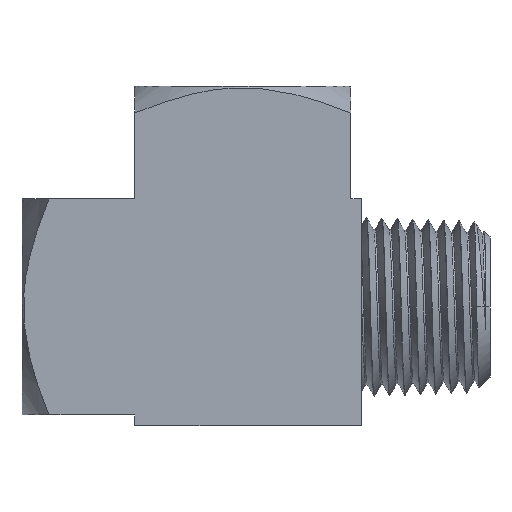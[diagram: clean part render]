
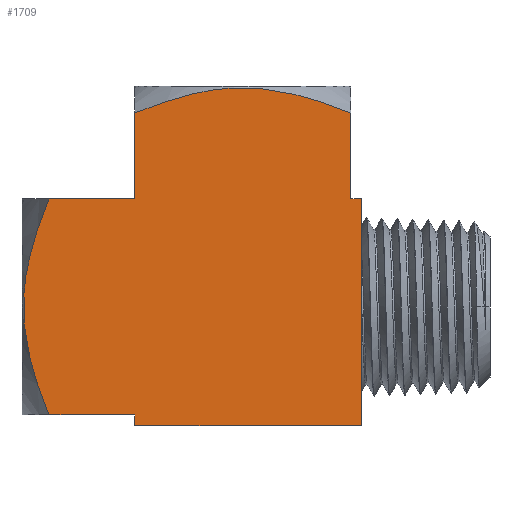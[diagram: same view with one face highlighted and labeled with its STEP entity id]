
A CAD part, front view. The second image highlights one B-rep face of the part: STEP entity #1709.
In plain terms, the highlighted face is planar.
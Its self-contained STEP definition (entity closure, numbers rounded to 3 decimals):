
#24=(
BOUNDED_CURVE()
B_SPLINE_CURVE(2,(#11199,#11200,#11201,#11202),.UNSPECIFIED.,.F.,.F.)
B_SPLINE_CURVE_WITH_KNOTS((3,1,3),(96.492,146.713,250.249),
 .UNSPECIFIED.)
CURVE()
GEOMETRIC_REPRESENTATION_ITEM()
RATIONAL_B_SPLINE_CURVE((5.348,6.043,6.781,
5.348))
REPRESENTATION_ITEM('')
);
#25=(
BOUNDED_CURVE()
B_SPLINE_CURVE(2,(#11214,#11215,#11216,#11217),.UNSPECIFIED.,.F.,.F.)
B_SPLINE_CURVE_WITH_KNOTS((3,1,3),(96.492,146.713,250.249),
 .UNSPECIFIED.)
CURVE()
GEOMETRIC_REPRESENTATION_ITEM()
RATIONAL_B_SPLINE_CURVE((5.348,6.043,6.781,
5.348))
REPRESENTATION_ITEM('')
);
#51=PLANE('',#1832);
#171=FACE_OUTER_BOUND('',#268,.T.);
#268=EDGE_LOOP('',(#1397,#1398,#1399,#1400,#1401,#1402,#1403,#1404,#1405,
#1406));
#489=LINE('',#11173,#577);
#493=LINE('',#11197,#581);
#494=LINE('',#11204,#582);
#495=LINE('',#11206,#583);
#496=LINE('',#11208,#584);
#497=LINE('',#11210,#585);
#498=LINE('',#11212,#586);
#499=LINE('',#11218,#587);
#577=VECTOR('',#2114,1000.);
#581=VECTOR('',#2120,1000.);
#582=VECTOR('',#2123,1000.);
#583=VECTOR('',#2124,1000.);
#584=VECTOR('',#2125,1000.);
#585=VECTOR('',#2126,1000.);
#586=VECTOR('',#2127,1000.);
#587=VECTOR('',#2128,1000.);
#752=VERTEX_POINT('',#11169);
#754=VERTEX_POINT('',#11172);
#757=VERTEX_POINT('',#11185);
#759=VERTEX_POINT('',#11193);
#760=VERTEX_POINT('',#11203);
#761=VERTEX_POINT('',#11205);
#762=VERTEX_POINT('',#11207);
#763=VERTEX_POINT('',#11209);
#764=VERTEX_POINT('',#11211);
#765=VERTEX_POINT('',#11213);
#998=EDGE_CURVE('',#752,#754,#489,.T.);
#1006=EDGE_CURVE('',#757,#759,#493,.T.);
#1007=EDGE_CURVE('',#759,#754,#24,.T.);
#1008=EDGE_CURVE('',#760,#752,#494,.T.);
#1009=EDGE_CURVE('',#760,#761,#495,.T.);
#1010=EDGE_CURVE('',#761,#762,#496,.T.);
#1011=EDGE_CURVE('',#762,#763,#497,.T.);
#1012=EDGE_CURVE('',#763,#764,#498,.T.);
#1013=EDGE_CURVE('',#764,#765,#25,.F.);
#1014=EDGE_CURVE('',#757,#765,#499,.T.);
#1397=ORIENTED_EDGE('',*,*,#1007,.T.);
#1398=ORIENTED_EDGE('',*,*,#998,.F.);
#1399=ORIENTED_EDGE('',*,*,#1008,.F.);
#1400=ORIENTED_EDGE('',*,*,#1009,.T.);
#1401=ORIENTED_EDGE('',*,*,#1010,.T.);
#1402=ORIENTED_EDGE('',*,*,#1011,.T.);
#1403=ORIENTED_EDGE('',*,*,#1012,.T.);
#1404=ORIENTED_EDGE('',*,*,#1013,.T.);
#1405=ORIENTED_EDGE('',*,*,#1014,.F.);
#1406=ORIENTED_EDGE('',*,*,#1006,.T.);
#1709=ADVANCED_FACE('',(#171),#51,.T.);
#1832=AXIS2_PLACEMENT_3D('',#11198,#2121,#2122);
#2114=DIRECTION('',(0.,0.,-1.));
#2120=DIRECTION('',(0.,0.,-1.));
#2121=DIRECTION('center_axis',(-1.,0.,0.));
#2122=DIRECTION('ref_axis',(0.,1.,0.));
#2123=DIRECTION('',(0.,1.,0.));
#2124=DIRECTION('',(0.,0.,1.));
#2125=DIRECTION('',(0.,1.,0.));
#2126=DIRECTION('',(0.,0.,-1.));
#2127=DIRECTION('',(0.,1.,0.));
#2128=DIRECTION('',(0.,1.,0.));
#11169=CARTESIAN_POINT('',(-13.,-12.7,13.262));
#11172=CARTESIAN_POINT('',(-13.,-12.7,3.16));
#11173=CARTESIAN_POINT('',(-13.,-12.7,39.932));
#11185=CARTESIAN_POINT('',(-13.,12.7,13.262));
#11193=CARTESIAN_POINT('',(-13.,12.7,3.16));
#11197=CARTESIAN_POINT('',(-13.,12.7,39.932));
#11198=CARTESIAN_POINT('Origin',(-13.,12.7,39.932));
#11199=CARTESIAN_POINT('Ctrl Pts',(-13.,12.7,3.16));
#11200=CARTESIAN_POINT('Ctrl Pts',(-13.,7.568,1.09));
#11201=CARTESIAN_POINT('Ctrl Pts',(-13.,-3.271,
-0.644));
#11202=CARTESIAN_POINT('Ctrl Pts',(-13.,-12.7,
3.16));
#11203=CARTESIAN_POINT('',(-13.,-13.97,13.262));
#11204=CARTESIAN_POINT('',(-13.,-13.97,13.262));
#11205=CARTESIAN_POINT('',(-13.,-13.97,39.932));
#11206=CARTESIAN_POINT('',(-13.,-13.97,38.662));
#11207=CARTESIAN_POINT('',(-13.,12.7,39.932));
#11208=CARTESIAN_POINT('',(-13.,12.7,39.932));
#11209=CARTESIAN_POINT('',(-13.,12.7,38.662));
#11210=CARTESIAN_POINT('',(-13.,12.7,39.932));
#11211=CARTESIAN_POINT('',(-13.,22.802,38.662));
#11212=CARTESIAN_POINT('',(-13.,-13.97,38.662));
#11213=CARTESIAN_POINT('',(-13.,22.802,13.262));
#11214=CARTESIAN_POINT('Ctrl Pts',(-13.,22.802,13.262));
#11215=CARTESIAN_POINT('Ctrl Pts',(-13.,24.872,18.394));
#11216=CARTESIAN_POINT('Ctrl Pts',(-13.,26.606,29.233));
#11217=CARTESIAN_POINT('Ctrl Pts',(-13.,22.802,38.662));
#11218=CARTESIAN_POINT('',(-13.,-13.97,13.262));
